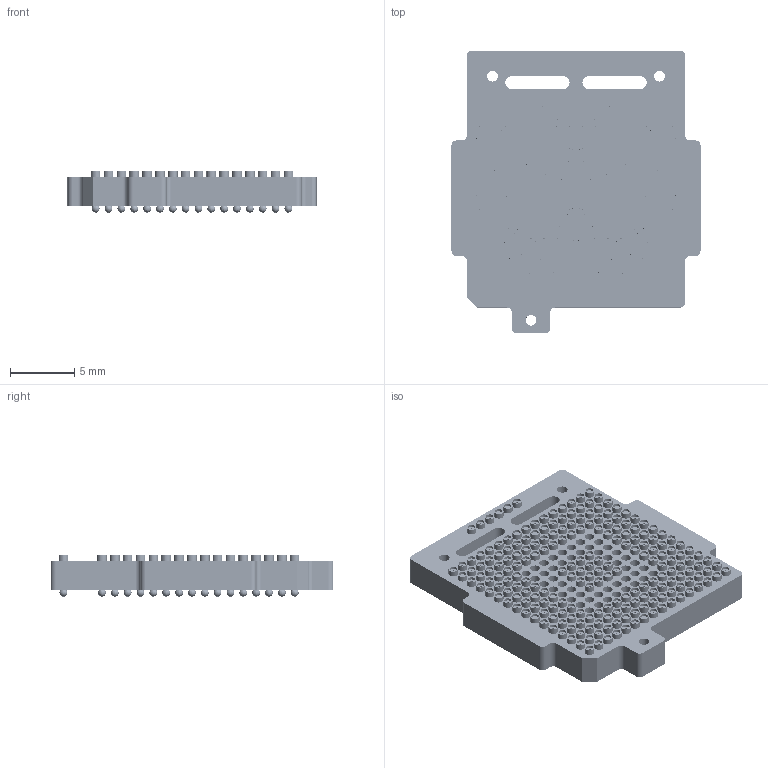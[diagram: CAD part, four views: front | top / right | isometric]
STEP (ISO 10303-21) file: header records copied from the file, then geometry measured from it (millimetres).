
FILE_DESCRIPTION((''),'2;1');
FILE_NAME('LFBGARBQ1AO.stp','2011-05-23T16:40:57',(''),(''),'Mechanical Desktop 2011','Mechanical Desktop 2011',', , ');
FILE_SCHEMA(('CONFIG_CONTROL_DESIGN'));
Length unit declared in the file: millimetre
Products named in the file (1): Product
Bounding box: 19.38 x 22 x 3.22 mm (x, y, z)
Volume: 785.1 mm3; surface area: 3925.5 mm2
Topology: 215 solids, 215 shells, 3830 faces, 8773 edges, 5422 vertices
Faces by surface type: cylinder 2261, plane 1141, sphere 428
Entity records: 104852 total; most frequent: DIRECTION 21171, CARTESIAN_POINT 17169, ORIENTED_EDGE 15832, AXIS2_PLACEMENT_3D 9423, EDGE_CURVE 7916, CIRCLE 5592, VERTEX_POINT 5420, EDGE_LOOP 4744
